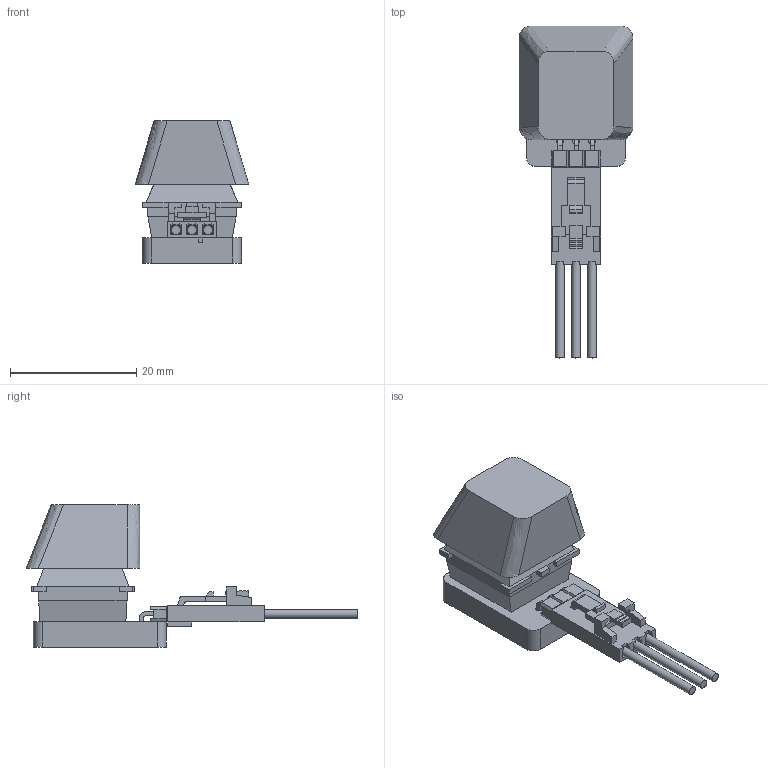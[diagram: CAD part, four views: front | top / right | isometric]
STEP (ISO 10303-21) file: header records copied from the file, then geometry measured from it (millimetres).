
FILE_DESCRIPTION(('FreeCAD Model'),'2;1');
FILE_NAME('pcbprint-cherry-mx.step','2020-01-26T12:02:11',(''),(''), 'Open CASCADE STEP processor 7.4','FreeCAD','Unknown');
FILE_SCHEMA(('AUTOMOTIVE_DESIGN { 1 0 10303 214 1 1 1 1 }'));
Length unit declared in the file: millimetre
Products named in the file (23): Assembly; 1x3-mape-pin-header-right-angle; 1x3-Insulator; pin; pin2; pin3; cherry-mx-basic; cherry-body; cherry-axis; cherry-peg; pin1; pin004; female-connector; Connector; pins003; pins; pins001; pins002; vcc-wire001; vcc-signal001; wire-gnd001; Keycap001; pcbprint-cherry-mx001
Assembly tree (22 placements, depth 4):
  Assembly
    1x3-mape-pin-header-right-angle
      1x3-Insulator
      pin
      pin2
      pin3
    cherry-mx-basic
      cherry-body
      cherry-axis
      cherry-peg
      pin1
      pin004
    female-connector
      Connector
      pins003
        pins
        pins001
        pins002
      vcc-wire001
      vcc-signal001
      wire-gnd001
    Keycap001
    pcbprint-cherry-mx001
Bounding box: 18 x 52.55 x 22.5 mm (x, y, z)
Volume: 4354.2 mm3; surface area: 5488.3 mm2
Topology: 18 solids, 18 shells, 474 faces, 1219 edges, 791 vertices
Faces by surface type: plane 384, cylinder 45, bspline 40, offset 4, cone 1
Full cylindrical faces by diameter (mm): 1.1 x5, 1.4 x3, 1.8 x2, 3.85 x2, 4.05 x1
Entity records: 33978 total; most frequent: CARTESIAN_POINT 8925, DIRECTION 4454, LINE 3323, VECTOR 3323, ORIENTED_EDGE 2438, PCURVE 2438, DEFINITIONAL_REPRESENTATION 2438, EDGE_CURVE 1219
